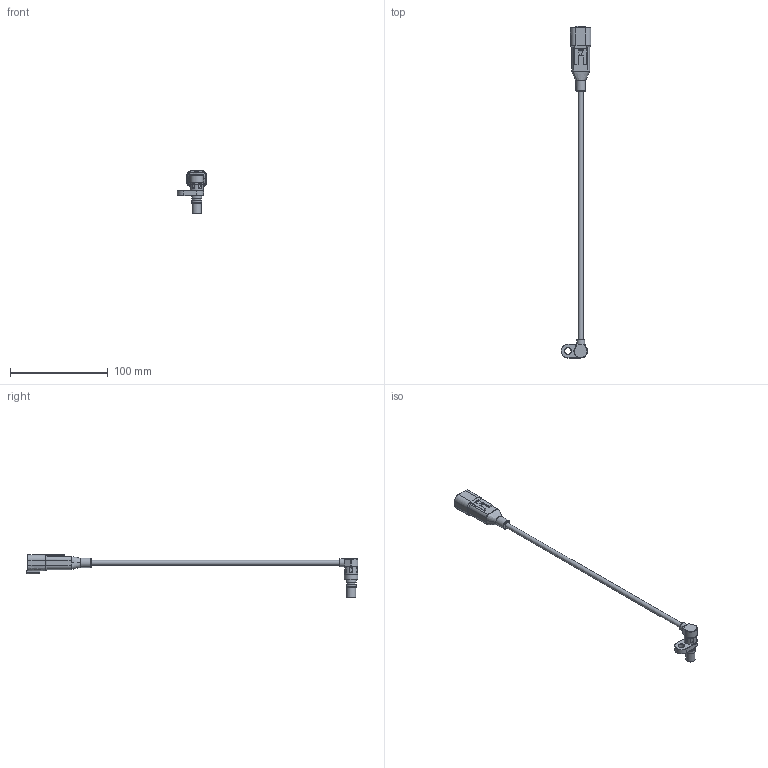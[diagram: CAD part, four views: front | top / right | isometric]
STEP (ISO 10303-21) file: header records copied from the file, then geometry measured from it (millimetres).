
FILE_DESCRIPTION(/* description */ (''),/* implementation_level */ '2;1');
FILE_NAME(/* name */ 'H1018成品图_stp.stp',/* time_stamp */ '2025-12-26T16:23:24+08:00',/* author */ (''),/* organization */ (''),/* preprocessor_version */ 'ST-DEVELOPER v16.7',/* originating_system */ 'SIEMENS PLM Software NX 12.0',/* authorisation */ '');
FILE_SCHEMA (('AP203_CONFIGURATION_CONTROLLED_3D_DESIGN_OF_MECHANICAL_PARTS_AND_ASSEMBLIES_MIM_LF { 1 0 10303 403 2 1 2}'));
Length unit declared in the file: millimetre
Products named in the file (1): Dell7B48AAB3r9k2
Bounding box: 30.41 x 338.9 x 44.18 mm (x, y, z)
Volume: 20369.4 mm3; surface area: 12215.8 mm2
Topology: 1 solids, 1 shells, 311 faces, 805 edges, 512 vertices
Faces by surface type: plane 148, cylinder 57, extrusion 36, bspline 33, torus 30, sphere 4, cone 3
Full cylindrical faces by diameter (mm): 1.6 x4, 5 x1, 6.6 x1, 8 x1, 8.8 x1, 9.4 x1, 9.7 x1, 10.25 x2, 12.005 x1, 13.2 x1
Entity records: 14264 total; most frequent: CARTESIAN_POINT 5618, ORIENTED_EDGE 1526, DIRECTION 1213, EDGE_CURVE 763, VERTEX_POINT 501, VECTOR 453, LINE 417, AXIS2_PLACEMENT_3D 380
